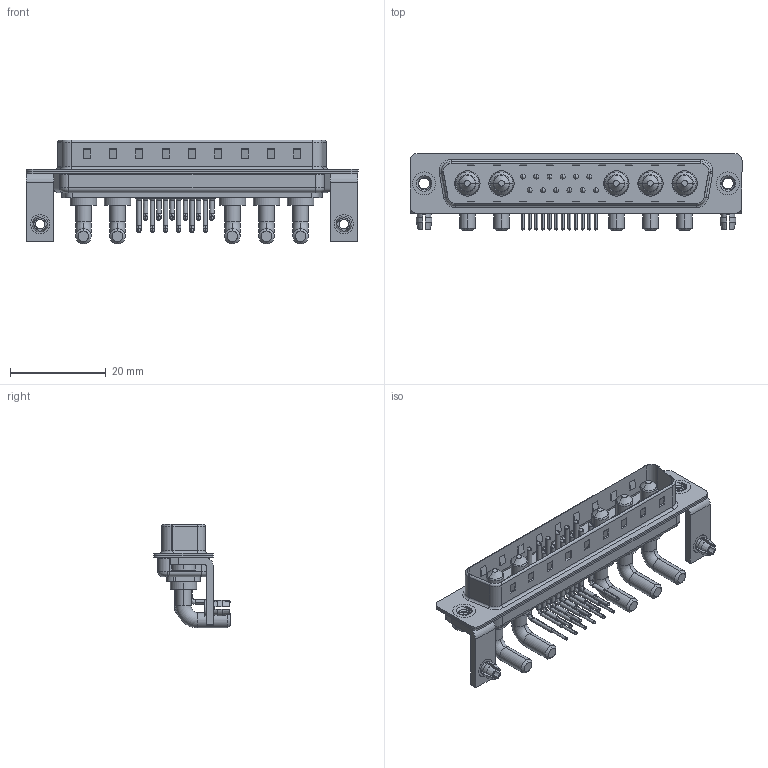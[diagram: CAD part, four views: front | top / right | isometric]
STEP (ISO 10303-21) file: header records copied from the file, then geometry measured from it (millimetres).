
FILE_DESCRIPTION (( 'STEP AP203' ), '1' );
FILE_NAME ('629-17W5640-3TB.STEP', '2022-05-15T03:44:38', ( '' ), ( '' ), 'SwSTEP 2.0', 'SolidWorks 2020', '' );
FILE_SCHEMA (( 'CONFIG_CONTROL_DESIGN' ));
Length unit declared in the file: millimetre
Products named in the file (10): 629-17W5640-3TB; 629Combo Housing_17W5; 629Combo Contact Row 2; 629Combo Shell Front_37 Contacts; 629Combo Threaded Rivet_2; 629Combo Contact Row 1; 629Combo Board Lock; 629Combo Stabilizer Bracket; 629Combo Shell Rear_37 Contacts; Power Pin_30A RA
Assembly tree (26 placements, depth 2):
  629-17W5640-3TB
    629Combo Housing_17W5
    629Combo Shell Rear_37 Contacts
    629Combo Shell Front_37 Contacts
    629Combo Threaded Rivet_2  x2
    629Combo Stabilizer Bracket  x2
    629Combo Board Lock  x2
    Power Pin_30A RA  x5
    629Combo Contact Row 1  x6
    629Combo Contact Row 2  x6
Bounding box: 69.4 x 16.05 x 21.7 mm (x, y, z)
Volume: 5037.8 mm3; surface area: 10933.5 mm2
Topology: 31 solids, 31 shells, 2087 faces, 5621 edges, 3626 vertices
Faces by surface type: plane 1089, cylinder 734, cone 111, bspline 83, torus 70
Entity records: 28144 total; most frequent: CARTESIAN_POINT 6091, DIRECTION 4441, ORIENTED_EDGE 4188, EDGE_CURVE 2094, AXIS2_PLACEMENT_3D 1581, VERTEX_POINT 1350, LINE 1279, VECTOR 1279
